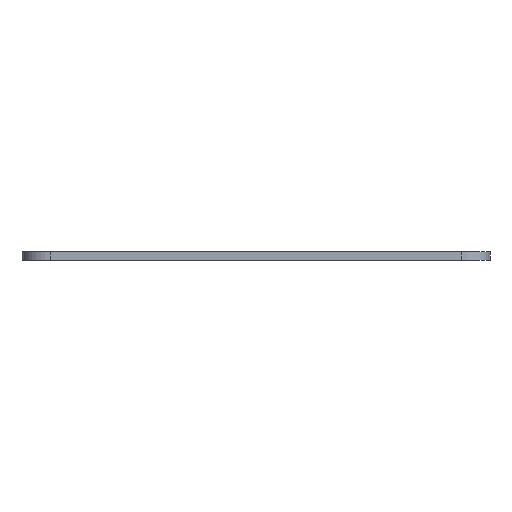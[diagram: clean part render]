
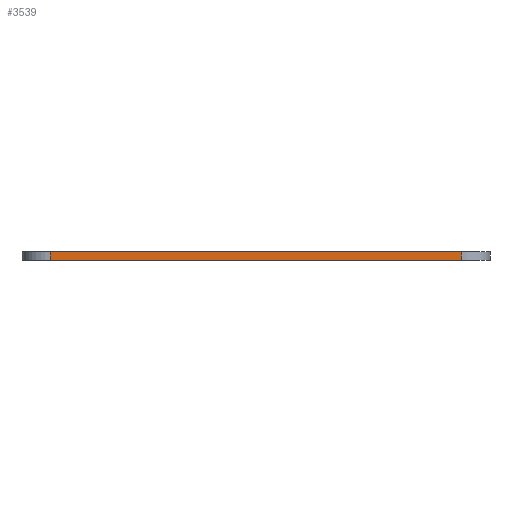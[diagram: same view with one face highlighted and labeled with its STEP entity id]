
A CAD part, left-side view. The second image highlights one B-rep face of the part: STEP entity #3539.
In plain terms, the highlighted planar face has unit normal (-1, 0, 0).
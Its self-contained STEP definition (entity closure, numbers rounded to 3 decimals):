
#156=PLANE('',#3673);
#320=FACE_OUTER_BOUND('',#523,.T.);
#523=EDGE_LOOP('',(#3063,#3064,#3065,#3066));
#790=LINE('',#6701,#1089);
#808=LINE('',#6780,#1107);
#809=LINE('',#6783,#1108);
#810=LINE('',#6784,#1109);
#1089=VECTOR('',#4053,10.);
#1107=VECTOR('',#4117,10.);
#1108=VECTOR('',#4120,10.);
#1109=VECTOR('',#4121,10.);
#1621=VERTEX_POINT('',#6679);
#1631=VERTEX_POINT('',#6699);
#1668=VERTEX_POINT('',#6776);
#1670=VERTEX_POINT('',#6782);
#2114=EDGE_CURVE('',#1631,#1621,#790,.T.);
#2153=EDGE_CURVE('',#1621,#1668,#808,.T.);
#2154=EDGE_CURVE('',#1670,#1631,#809,.T.);
#2155=EDGE_CURVE('',#1668,#1670,#810,.T.);
#3063=ORIENTED_EDGE('',*,*,#2153,.F.);
#3064=ORIENTED_EDGE('',*,*,#2114,.F.);
#3065=ORIENTED_EDGE('',*,*,#2154,.F.);
#3066=ORIENTED_EDGE('',*,*,#2155,.F.);
#3539=ADVANCED_FACE('',(#320),#156,.T.);
#3673=AXIS2_PLACEMENT_3D('',#6781,#4118,#4119);
#4053=DIRECTION('',(0.,1.,0.));
#4117=DIRECTION('',(0.,0.,1.));
#4118=DIRECTION('center_axis',(-1.,0.,0.));
#4119=DIRECTION('ref_axis',(0.,-1.,0.));
#4120=DIRECTION('',(0.,0.,-1.));
#4121=DIRECTION('',(0.,-1.,0.));
#6679=CARTESIAN_POINT('',(-12.29,9.61,0.));
#6699=CARTESIAN_POINT('',(-12.29,-62.99,0.));
#6701=CARTESIAN_POINT('',(-12.29,-67.99,0.));
#6776=CARTESIAN_POINT('',(-12.29,9.61,1.5));
#6780=CARTESIAN_POINT('',(-12.29,9.61,0.));
#6781=CARTESIAN_POINT('Origin',(-12.29,14.61,0.));
#6782=CARTESIAN_POINT('',(-12.29,-62.99,1.5));
#6783=CARTESIAN_POINT('',(-12.29,-62.99,0.));
#6784=CARTESIAN_POINT('',(-12.29,-67.99,1.5));
